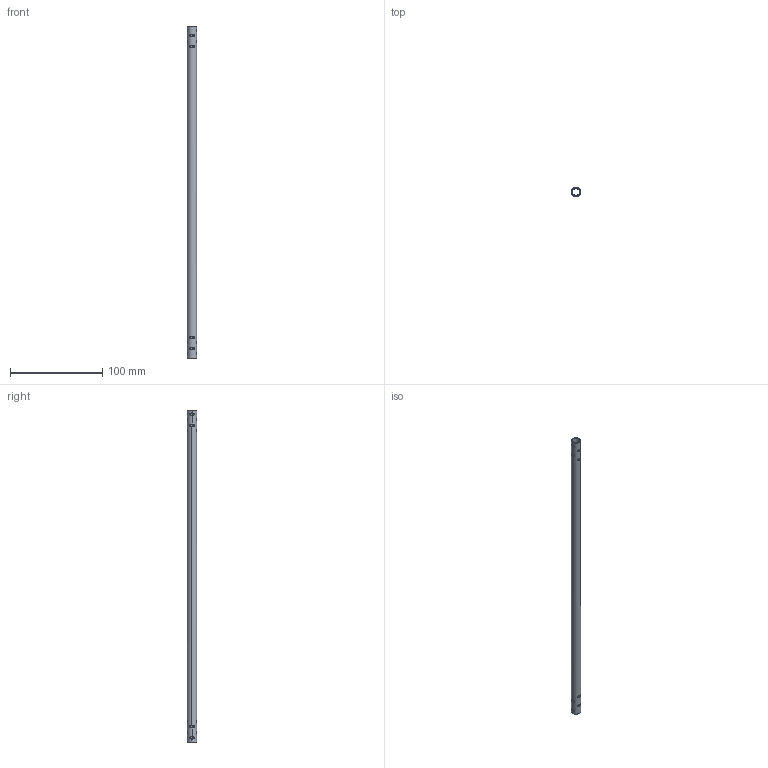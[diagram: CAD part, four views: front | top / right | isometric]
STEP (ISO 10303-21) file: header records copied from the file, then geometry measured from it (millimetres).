
FILE_DESCRIPTION (( 'STEP AP203' ), '1' );
FILE_NAME ('Rohr 8-10-adaptiv_Default_sldprt.STEP', '2021-04-17T06:21:45', ( '' ), ( '' ), 'SwSTEP 2.0', 'SolidWorks 2013', '' );
FILE_SCHEMA (( 'CONFIG_CONTROL_DESIGN' ));
Length unit declared in the file: millimetre
Products named in the file (1): Rohr 8-10-adaptiv_Default_sldprt
Bounding box: 10 x 10 x 360 mm (x, y, z)
Volume: 10122.4 mm3; surface area: 20431.9 mm2
Topology: 1 solids, 1 shells, 118 faces, 260 edges, 152 vertices
Faces by surface type: cylinder 68, bspline 32, plane 18
Entity records: 9371 total; most frequent: CARTESIAN_POINT 7105, ORIENTED_EDGE 520, DIRECTION 298, EDGE_CURVE 260, VERTEX_POINT 152, B_SPLINE_CURVE_WITH_KNOTS 144, EDGE_LOOP 128, ADVANCED_FACE 118
